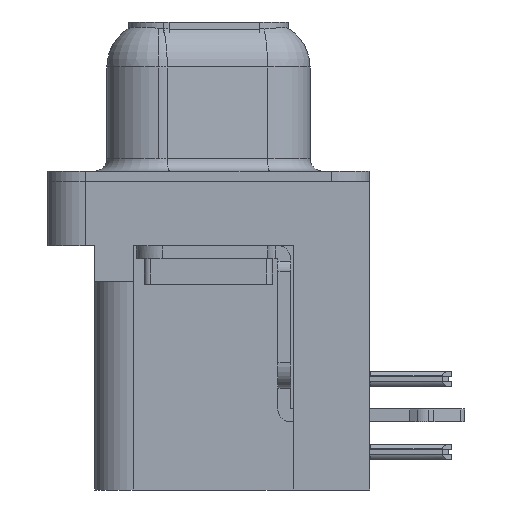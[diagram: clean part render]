
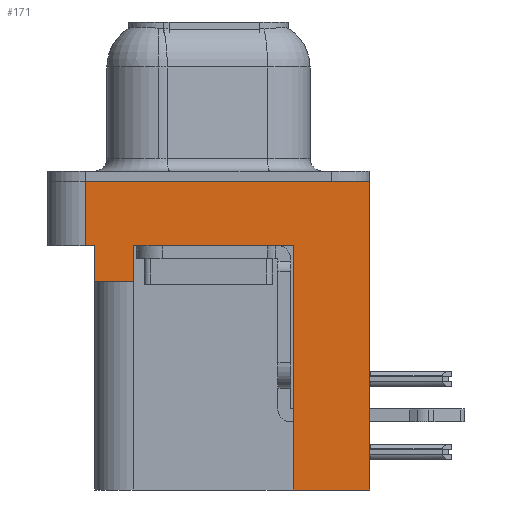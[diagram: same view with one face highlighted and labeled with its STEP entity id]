
A CAD part, left-side view. The second image highlights one B-rep face of the part: STEP entity #171.
In plain terms, the highlighted planar face has unit normal (-1, 0, 0).
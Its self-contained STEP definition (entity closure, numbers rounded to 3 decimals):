
#171 = ADVANCED_FACE ( 'NONE', ( #9052 ), #28398, .T. ) ;
#197 = DIRECTION ( 'NONE',  ( 0., 1., 0. ) ) ;
#1281 = EDGE_CURVE ( 'NONE', #24399, #21559, #22772, .T. ) ;
#1438 = DIRECTION ( 'NONE',  ( 0., -1., 0. ) ) ;
#1447 = DIRECTION ( 'NONE',  ( 0., 0., 1. ) ) ;
#1673 = ORIENTED_EDGE ( 'NONE', *, *, #27946, .F. ) ;
#2095 = DIRECTION ( 'NONE',  ( 0., -1., 0. ) ) ;
#2131 = CARTESIAN_POINT ( 'NONE',  ( -3., 4.425, -3.9 ) ) ;
#2399 = ORIENTED_EDGE ( 'NONE', *, *, #1281, .F. ) ;
#2690 = EDGE_LOOP ( 'NONE', ( #1673, #27645, #15308, #2399, #2728, #15277, #3283, #13835, #8607, #4183 ) ) ;
#2728 = ORIENTED_EDGE ( 'NONE', *, *, #13745, .F. ) ;
#2902 = VECTOR ( 'NONE', #12366, 1000. ) ;
#3283 = ORIENTED_EDGE ( 'NONE', *, *, #29402, .T. ) ;
#3319 = VECTOR ( 'NONE', #28326, 1000. ) ;
#4066 = CARTESIAN_POINT ( 'NONE',  ( -3., -6.275, -2.5 ) ) ;
#4115 = EDGE_CURVE ( 'NONE', #21026, #19781, #22621, .T. ) ;
#4183 = ORIENTED_EDGE ( 'NONE', *, *, #12297, .T. ) ;
#4877 = DIRECTION ( 'NONE',  ( -1., 0., 0. ) ) ;
#5051 = VERTEX_POINT ( 'NONE', #28093 ) ;
#5515 = VECTOR ( 'NONE', #197, 1000. ) ;
#5675 = VECTOR ( 'NONE', #1447, 1000. ) ;
#7010 = CARTESIAN_POINT ( 'NONE',  ( -3., -6.275, 0. ) ) ;
#7448 = CARTESIAN_POINT ( 'NONE',  ( -3., 4.425, -3.9 ) ) ;
#7975 = VERTEX_POINT ( 'NONE', #27447 ) ;
#8145 = VECTOR ( 'NONE', #29154, 1000. ) ;
#8607 = ORIENTED_EDGE ( 'NONE', *, *, #15894, .F. ) ;
#8894 = CARTESIAN_POINT ( 'NONE',  ( -3., -6.275, -2.5 ) ) ;
#8942 = CARTESIAN_POINT ( 'NONE',  ( -3., -6.275, -12. ) ) ;
#9052 = FACE_OUTER_BOUND ( 'NONE', #2690, .T. ) ;
#9945 = VERTEX_POINT ( 'NONE', #8942 ) ;
#10431 = VERTEX_POINT ( 'NONE', #11277 ) ;
#11063 = VECTOR ( 'NONE', #2095, 1000. ) ;
#11277 = CARTESIAN_POINT ( 'NONE',  ( -3., -6.275, 0. ) ) ;
#11585 = CARTESIAN_POINT ( 'NONE',  ( -3., -6.275, -2.5 ) ) ;
#12282 = VECTOR ( 'NONE', #31376, 1000. ) ;
#12297 = EDGE_CURVE ( 'NONE', #9945, #10431, #29850, .T. ) ;
#12366 = DIRECTION ( 'NONE',  ( 0., 0., 1. ) ) ;
#12492 = CARTESIAN_POINT ( 'NONE',  ( -3., 4.775, 0. ) ) ;
#13490 = CARTESIAN_POINT ( 'NONE',  ( -3., -3.295, -12. ) ) ;
#13745 = EDGE_CURVE ( 'NONE', #21026, #24399, #18528, .T. ) ;
#13835 = ORIENTED_EDGE ( 'NONE', *, *, #26453, .F. ) ;
#14057 = DIRECTION ( 'NONE',  ( 0., -1., 0. ) ) ;
#14084 = CARTESIAN_POINT ( 'NONE',  ( -3., 2.895, -3.9 ) ) ;
#14634 = VERTEX_POINT ( 'NONE', #19112 ) ;
#15277 = ORIENTED_EDGE ( 'NONE', *, *, #4115, .T. ) ;
#15308 = ORIENTED_EDGE ( 'NONE', *, *, #19992, .T. ) ;
#15894 = EDGE_CURVE ( 'NONE', #9945, #7975, #24699, .T. ) ;
#16129 = CARTESIAN_POINT ( 'NONE',  ( -3., 4.425, -2.5 ) ) ;
#16180 = CARTESIAN_POINT ( 'NONE',  ( -3., -6.275, -2.5 ) ) ;
#17266 = CARTESIAN_POINT ( 'NONE',  ( -3., 2.895, -3.9 ) ) ;
#17493 = EDGE_CURVE ( 'NONE', #5051, #25992, #22277, .T. ) ;
#17841 = LINE ( 'NONE', #7010, #23553 ) ;
#18528 = LINE ( 'NONE', #2131, #5515 ) ;
#18666 = CARTESIAN_POINT ( 'NONE',  ( -3., 2.895, -2.5 ) ) ;
#19112 = CARTESIAN_POINT ( 'NONE',  ( -3., -3.295, -2.5 ) ) ;
#19438 = LINE ( 'NONE', #13490, #5675 ) ;
#19781 = VERTEX_POINT ( 'NONE', #18666 ) ;
#19992 = EDGE_CURVE ( 'NONE', #5051, #21559, #24054, .T. ) ;
#21026 = VERTEX_POINT ( 'NONE', #17266 ) ;
#21559 = VERTEX_POINT ( 'NONE', #16129 ) ;
#22228 = AXIS2_PLACEMENT_3D ( 'NONE', #16180, #4877, #27035 ) ;
#22277 = LINE ( 'NONE', #23083, #8145 ) ;
#22621 = LINE ( 'NONE', #14084, #12282 ) ;
#22772 = LINE ( 'NONE', #7448, #2902 ) ;
#22844 = DIRECTION ( 'NONE',  ( 0., 0., 1. ) ) ;
#23083 = CARTESIAN_POINT ( 'NONE',  ( -3., 4.775, -2.5 ) ) ;
#23553 = VECTOR ( 'NONE', #14057, 1000. ) ;
#24054 = LINE ( 'NONE', #11585, #11063 ) ;
#24399 = VERTEX_POINT ( 'NONE', #31482 ) ;
#24414 = VECTOR ( 'NONE', #1438, 1000. ) ;
#24699 = LINE ( 'NONE', #25836, #3319 ) ;
#25836 = CARTESIAN_POINT ( 'NONE',  ( -3., -3.295, -12. ) ) ;
#25992 = VERTEX_POINT ( 'NONE', #12492 ) ;
#26453 = EDGE_CURVE ( 'NONE', #7975, #14634, #19438, .T. ) ;
#26752 = LINE ( 'NONE', #8894, #24414 ) ;
#27035 = DIRECTION ( 'NONE',  ( 0., 0., 1. ) ) ;
#27447 = CARTESIAN_POINT ( 'NONE',  ( -3., -3.295, -12. ) ) ;
#27645 = ORIENTED_EDGE ( 'NONE', *, *, #17493, .F. ) ;
#27893 = VECTOR ( 'NONE', #22844, 1000. ) ;
#27946 = EDGE_CURVE ( 'NONE', #25992, #10431, #17841, .T. ) ;
#28093 = CARTESIAN_POINT ( 'NONE',  ( -3., 4.775, -2.5 ) ) ;
#28326 = DIRECTION ( 'NONE',  ( 0., 1., 0. ) ) ;
#28398 = PLANE ( 'NONE',  #22228 ) ;
#29154 = DIRECTION ( 'NONE',  ( 0., 0., 1. ) ) ;
#29402 = EDGE_CURVE ( 'NONE', #19781, #14634, #26752, .T. ) ;
#29850 = LINE ( 'NONE', #4066, #27893 ) ;
#31376 = DIRECTION ( 'NONE',  ( 0., 0., 1. ) ) ;
#31482 = CARTESIAN_POINT ( 'NONE',  ( -3., 4.425, -3.9 ) ) ;
